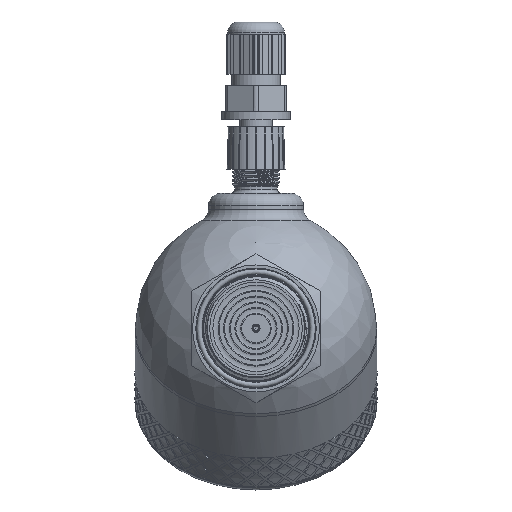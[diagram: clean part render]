
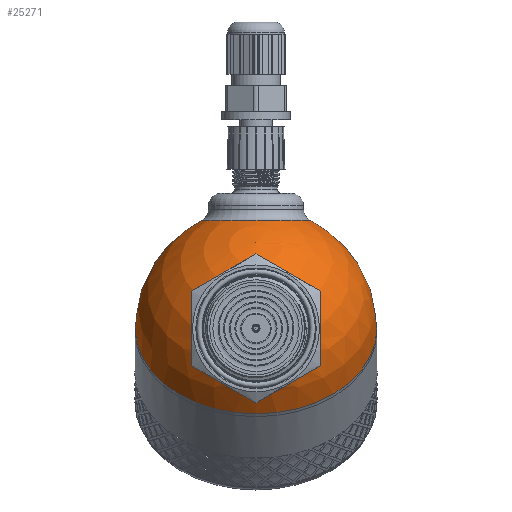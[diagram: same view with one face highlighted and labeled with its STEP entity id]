
A CAD part, left-side view. The second image highlights one B-rep face of the part: STEP entity #25271.
In plain terms, the highlighted spherical face has radius 30 mm.
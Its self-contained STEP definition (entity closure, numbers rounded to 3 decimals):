
#175=SPHERICAL_SURFACE('',#26735,30.);
#221=CIRCLE('',#26732,15.643);
#224=CIRCLE('',#26736,30.);
#225=CIRCLE('',#26737,30.);
#226=CIRCLE('',#26738,30.);
#227=CIRCLE('',#26739,13.5);
#1036=FACE_BOUND('',#5717,.T.);
#1037=FACE_BOUND('',#5718,.T.);
#4067=FACE_OUTER_BOUND('',#5716,.T.);
#5716=EDGE_LOOP('',(#18274,#18275,#18276,#18277));
#5717=EDGE_LOOP('',(#18278));
#5718=EDGE_LOOP('',(#18279));
#10509=VERTEX_POINT('',#39186);
#10511=VERTEX_POINT('',#39192);
#10512=VERTEX_POINT('',#39193);
#10513=VERTEX_POINT('',#39195);
#10514=VERTEX_POINT('',#39198);
#13444=EDGE_CURVE('',#10509,#10509,#221,.T.);
#13447=EDGE_CURVE('',#10511,#10512,#224,.T.);
#13448=EDGE_CURVE('',#10511,#10513,#225,.T.);
#13449=EDGE_CURVE('',#10512,#10511,#226,.T.);
#13450=EDGE_CURVE('',#10514,#10514,#227,.T.);
#18274=ORIENTED_EDGE('',*,*,#13447,.F.);
#18275=ORIENTED_EDGE('',*,*,#13448,.T.);
#18276=ORIENTED_EDGE('',*,*,#13448,.F.);
#18277=ORIENTED_EDGE('',*,*,#13449,.F.);
#18278=ORIENTED_EDGE('',*,*,#13444,.F.);
#18279=ORIENTED_EDGE('',*,*,#13450,.F.);
#25271=ADVANCED_FACE('',(#4067,#1036,#1037),#175,.T.);
#26732=AXIS2_PLACEMENT_3D('',#39187,#28298,#28299);
#26735=AXIS2_PLACEMENT_3D('',#39191,#28304,#28305);
#26736=AXIS2_PLACEMENT_3D('',#39194,#28306,#28307);
#26737=AXIS2_PLACEMENT_3D('',#39196,#28308,#28309);
#26738=AXIS2_PLACEMENT_3D('',#39197,#28310,#28311);
#26739=AXIS2_PLACEMENT_3D('',#39199,#28312,#28313);
#28298=DIRECTION('center_axis',(-0.707,0.,0.707));
#28299=DIRECTION('ref_axis',(0.707,0.,0.707));
#28304=DIRECTION('center_axis',(1.,0.,0.));
#28305=DIRECTION('ref_axis',(0.,-1.,0.));
#28306=DIRECTION('center_axis',(1.,0.,0.));
#28307=DIRECTION('ref_axis',(0.,1.,0.));
#28308=DIRECTION('center_axis',(0.,0.,1.));
#28309=DIRECTION('ref_axis',(0.,1.,0.));
#28310=DIRECTION('center_axis',(1.,0.,0.));
#28311=DIRECTION('ref_axis',(0.,1.,0.));
#28312=DIRECTION('center_axis',(-0.707,0.,-0.707));
#28313=DIRECTION('ref_axis',(-0.707,0.,0.707));
#39186=CARTESIAN_POINT('',(-29.162,0.,7.04));
#39187=CARTESIAN_POINT('Origin',(-18.101,0.,18.101));
#39191=CARTESIAN_POINT('Origin',(0.,0.,0.));
#39192=CARTESIAN_POINT('',(0.,30.,0.));
#39193=CARTESIAN_POINT('',(0.,-30.,0.));
#39194=CARTESIAN_POINT('Origin',(0.,0.,0.));
#39195=CARTESIAN_POINT('',(-30.,0.,0.));
#39196=CARTESIAN_POINT('Origin',(0.,0.,0.));
#39197=CARTESIAN_POINT('Origin',(0.,0.,0.));
#39198=CARTESIAN_POINT('',(-9.398,0.,-28.49));
#39199=CARTESIAN_POINT('Origin',(-18.944,0.,-18.944));
